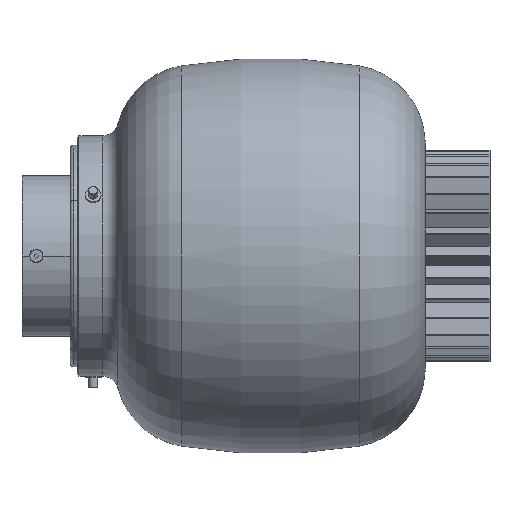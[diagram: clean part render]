
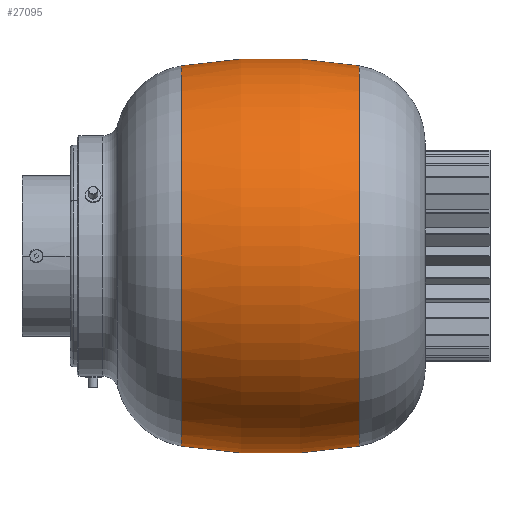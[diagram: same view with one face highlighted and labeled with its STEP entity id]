
A CAD part, left-side view. The second image highlights one B-rep face of the part: STEP entity #27095.
In plain terms, the highlighted toroidal (fillet/blend) face has major radius 212.889 mm and minor radius 337.889 mm.
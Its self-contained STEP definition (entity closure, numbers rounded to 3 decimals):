
#885 = AXIS2_PLACEMENT_3D ( 'NONE', #19238, #4663, #21679 ) ;
#2012 = AXIS2_PLACEMENT_3D ( 'NONE', #27318, #12758, #29780 ) ;
#4663 = DIRECTION ( 'NONE',  ( 0., 1., 0. ) ) ;
#4888 = CARTESIAN_POINT ( 'NONE',  ( 0., -65.758, -120.277 ) ) ;
#5982 = CARTESIAN_POINT ( 'NONE',  ( 0., -122.056, 0. ) ) ;
#6924 = DIRECTION ( 'NONE',  ( -1., 0., 0. ) ) ;
#8034 = VERTEX_POINT ( 'NONE', #19279 ) ;
#8887 = VERTEX_POINT ( 'NONE', #21232 ) ;
#9083 = ORIENTED_EDGE ( 'NONE', *, *, #12564, .F. ) ;
#9484 = AXIS2_PLACEMENT_3D ( 'NONE', #5982, #20515, #22972 ) ;
#9941 = CIRCLE ( 'NONE', #885, 120.277 ) ;
#12124 = CARTESIAN_POINT ( 'NONE',  ( 0., -122.056, 212.889 ) ) ;
#12564 = EDGE_CURVE ( 'NONE', #30178, #8034, #9941, .T. ) ;
#12758 = DIRECTION ( 'NONE',  ( 0., 1., 0. ) ) ;
#13344 = AXIS2_PLACEMENT_3D ( 'NONE', #12124, #29118, #14532 ) ;
#14307 = EDGE_CURVE ( 'NONE', #19836, #8034, #23530, .T. ) ;
#14532 = DIRECTION ( 'NONE',  ( 0., 0., -1. ) ) ;
#15844 = EDGE_CURVE ( 'NONE', #8887, #19836, #18530, .T. ) ;
#18530 = CIRCLE ( 'NONE', #2012, 120.277 ) ;
#18606 = TOROIDAL_SURFACE ( 'NONE', #9484, -212.889, 337.889 ) ;
#19032 = EDGE_LOOP ( 'NONE', ( #28332, #25234, #26225, #9083 ) ) ;
#19238 = CARTESIAN_POINT ( 'NONE',  ( 0., -65.758, 0. ) ) ;
#19279 = CARTESIAN_POINT ( 'NONE',  ( 0., -65.758, 120.277 ) ) ;
#19761 = CIRCLE ( 'NONE', #13344, 337.889 ) ;
#19836 = VERTEX_POINT ( 'NONE', #21968 ) ;
#20515 = DIRECTION ( 'NONE',  ( 0., 1., 0. ) ) ;
#21232 = CARTESIAN_POINT ( 'NONE',  ( 0., -178.354, -120.277 ) ) ;
#21482 = CARTESIAN_POINT ( 'NONE',  ( 0., -122.056, -212.889 ) ) ;
#21679 = DIRECTION ( 'NONE',  ( 0., 0., 1. ) ) ;
#21968 = CARTESIAN_POINT ( 'NONE',  ( 0., -178.354, 120.277 ) ) ;
#22053 = AXIS2_PLACEMENT_3D ( 'NONE', #21482, #6924, #23949 ) ;
#22972 = DIRECTION ( 'NONE',  ( 0., 0., 1. ) ) ;
#23530 = CIRCLE ( 'NONE', #22053, 337.889 ) ;
#23949 = DIRECTION ( 'NONE',  ( 0., 0., 1. ) ) ;
#25234 = ORIENTED_EDGE ( 'NONE', *, *, #15844, .T. ) ;
#26225 = ORIENTED_EDGE ( 'NONE', *, *, #14307, .T. ) ;
#26814 = EDGE_CURVE ( 'NONE', #8887, #30178, #19761, .T. ) ;
#27095 = ADVANCED_FACE ( 'NONE', ( #31548 ), #18606, .T. ) ;
#27318 = CARTESIAN_POINT ( 'NONE',  ( 0., -178.354, 0. ) ) ;
#28332 = ORIENTED_EDGE ( 'NONE', *, *, #26814, .F. ) ;
#29118 = DIRECTION ( 'NONE',  ( 1., 0., 0. ) ) ;
#29780 = DIRECTION ( 'NONE',  ( 0., 0., 1. ) ) ;
#30178 = VERTEX_POINT ( 'NONE', #4888 ) ;
#31548 = FACE_OUTER_BOUND ( 'NONE', #19032, .T. ) ;
